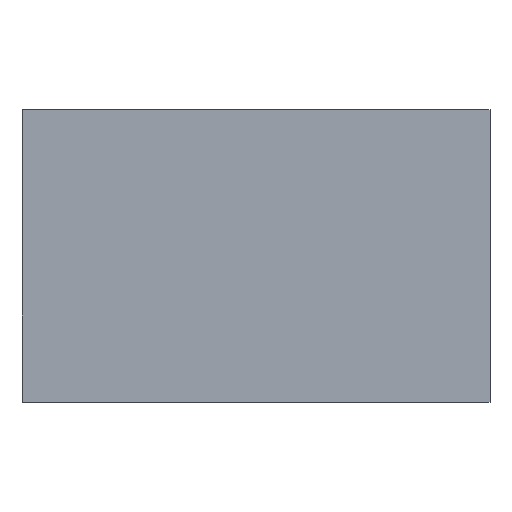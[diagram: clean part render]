
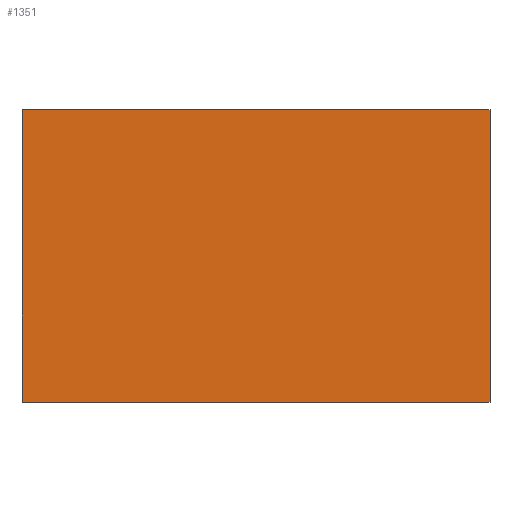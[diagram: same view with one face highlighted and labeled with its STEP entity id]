
A CAD part, top view. The second image highlights one B-rep face of the part: STEP entity #1351.
In plain terms, the highlighted planar face has unit normal (0, 0, 1).
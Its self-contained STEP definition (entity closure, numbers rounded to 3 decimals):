
#138=FACE_OUTER_BOUND('',#214,.T.);
#214=EDGE_LOOP('',(#1241,#1242,#1243,#1244));
#321=LINE('',#2650,#433);
#323=LINE('',#2654,#435);
#325=LINE('',#2658,#437);
#327=LINE('',#2661,#439);
#433=VECTOR('',#1557,10.);
#435=VECTOR('',#1561,10.);
#437=VECTOR('',#1565,10.);
#439=VECTOR('',#1569,10.);
#654=VERTEX_POINT('',#2647);
#655=VERTEX_POINT('',#2649);
#656=VERTEX_POINT('',#2653);
#657=VERTEX_POINT('',#2657);
#849=EDGE_CURVE('',#654,#655,#321,.T.);
#851=EDGE_CURVE('',#655,#656,#323,.T.);
#853=EDGE_CURVE('',#656,#657,#325,.T.);
#855=EDGE_CURVE('',#657,#654,#327,.T.);
#1241=ORIENTED_EDGE('',*,*,#849,.F.);
#1242=ORIENTED_EDGE('',*,*,#855,.F.);
#1243=ORIENTED_EDGE('',*,*,#853,.F.);
#1244=ORIENTED_EDGE('',*,*,#851,.F.);
#1279=PLANE('',#1400);
#1351=ADVANCED_FACE('',(#138),#1279,.T.);
#1400=AXIS2_PLACEMENT_3D('',#2662,#1570,#1571);
#1557=DIRECTION('',(0.,-1.,0.));
#1561=DIRECTION('',(-1.,0.,0.));
#1565=DIRECTION('',(0.,1.,0.));
#1569=DIRECTION('',(1.,0.,0.));
#1570=DIRECTION('center_axis',(0.,0.,1.));
#1571=DIRECTION('ref_axis',(1.,0.,0.));
#2647=CARTESIAN_POINT('',(1.,0.625,0.5));
#2649=CARTESIAN_POINT('',(1.,-0.625,0.5));
#2650=CARTESIAN_POINT('',(1.,0.625,0.5));
#2653=CARTESIAN_POINT('',(-1.,-0.625,0.5));
#2654=CARTESIAN_POINT('',(1.,-0.625,0.5));
#2657=CARTESIAN_POINT('',(-1.,0.625,0.5));
#2658=CARTESIAN_POINT('',(-1.,-0.625,0.5));
#2661=CARTESIAN_POINT('',(-1.,0.625,0.5));
#2662=CARTESIAN_POINT('Origin',(0.,0.,0.5));
